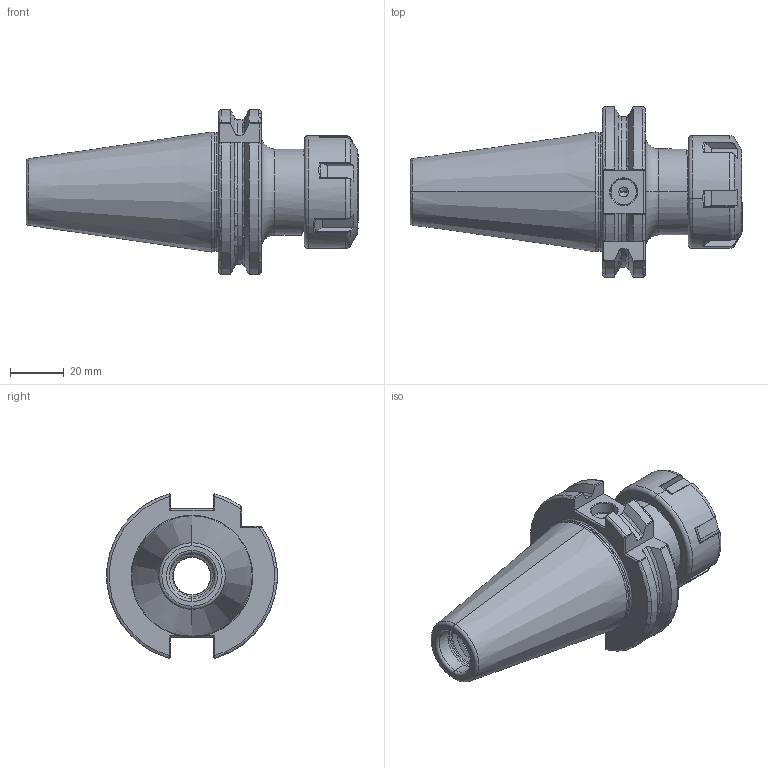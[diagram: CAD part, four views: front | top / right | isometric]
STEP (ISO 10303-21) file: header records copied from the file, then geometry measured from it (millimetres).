
FILE_DESCRIPTION (( 'STEP AP203' ), '1' );
FILE_NAME ('402.02.16.STEP', '2016-07-16T02:10:27', ( '' ), ( '' ), 'SwSTEP 2.0', 'SolidWorks 2012', '' );
FILE_SCHEMA (( 'CONFIG_CONTROL_DESIGN' ));
Length unit declared in the file: millimetre
Products named in the file (3): 402.02.16; 2-01.100.0250200C7_ER25螺帽(六溝)
Assembly tree (2 placements, depth 2):
  402.02.16
    402.02.16
    2-01.100.0250200C7_ER25螺帽(六溝)
Bounding box: 123.5 x 63.34 x 61.24 mm (x, y, z)
Volume: 120893 mm3; surface area: 35426.8 mm2
Topology: 2 solids, 2 shells, 355 faces, 934 edges, 578 vertices
Faces by surface type: cylinder 115, plane 87, torus 60, bspline 55, cone 38
Entity records: 20786 total; most frequent: CARTESIAN_POINT 12831, ORIENTED_EDGE 1848, DIRECTION 1313, EDGE_CURVE 924, VERTEX_POINT 578, AXIS2_PLACEMENT_3D 519, EDGE_LOOP 364, FACE_OUTER_BOUND 355
